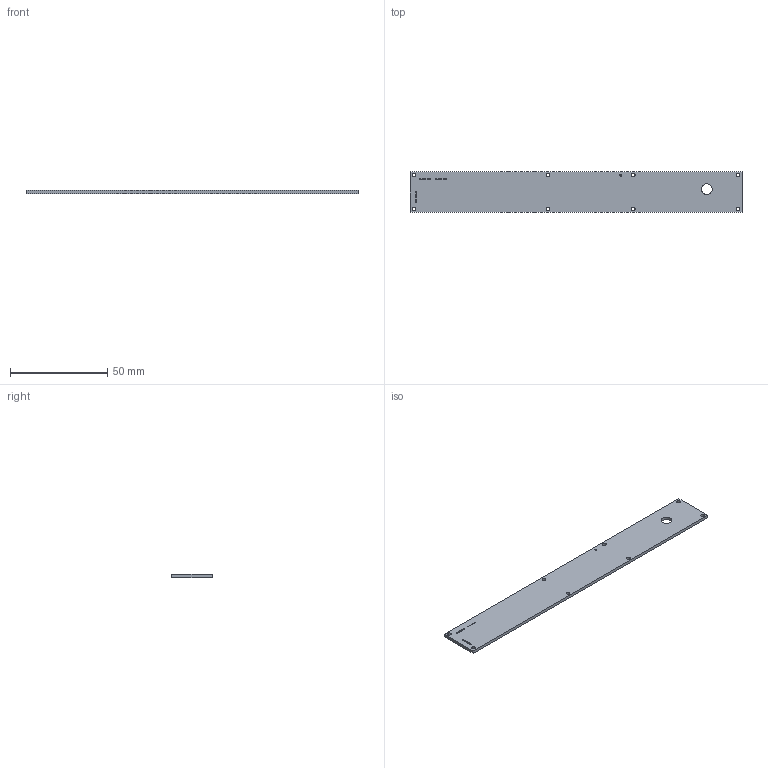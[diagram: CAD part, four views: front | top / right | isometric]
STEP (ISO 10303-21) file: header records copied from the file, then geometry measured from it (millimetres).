
FILE_DESCRIPTION(('KiCad electronic assembly'),'2;1');
FILE_NAME('dock_usb2.step','2022-07-14T15:17:03',('Pcbnew'),('Kicad'), 'Open CASCADE STEP processor 7.6','KiCad to STEP converter','Unknown' );
FILE_SCHEMA(('AUTOMOTIVE_DESIGN { 1 0 10303 214 1 1 1 1 }'));
Length unit declared in the file: millimetre
Products named in the file (2): dock_usb2 1; dock_rs232 PCB
Assembly tree (1 placements, depth 2):
  dock_usb2 1
    dock_rs232 PCB
Bounding box: 171 x 21 x 1.6 mm (x, y, z)
Volume: 5661.4 mm3; surface area: 7849.5 mm2
Topology: 1 solids, 1 shells, 31 faces, 87 edges, 58 vertices
Faces by surface type: cylinder 25, plane 6
Full cylindrical faces by diameter (mm): 0.65 x15, 1 x1, 1.9 x8, 5.55 x1
Entity records: 2459 total; most frequent: CARTESIAN_POINT 652, DIRECTION 327, ORIENTED_EDGE 174, PCURVE 174, DEFINITIONAL_REPRESENTATION 174, LINE 161, VECTOR 161, EDGE_CURVE 87
